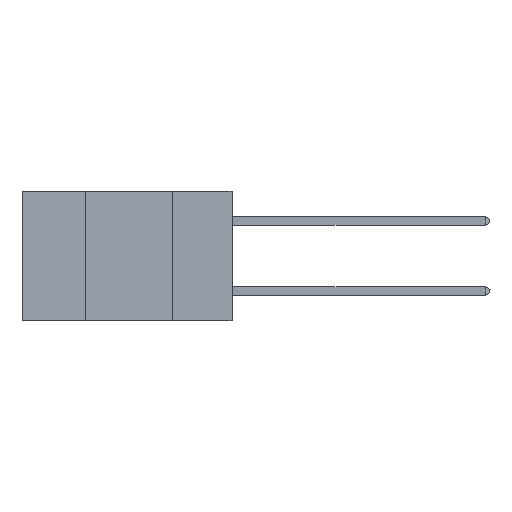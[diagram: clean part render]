
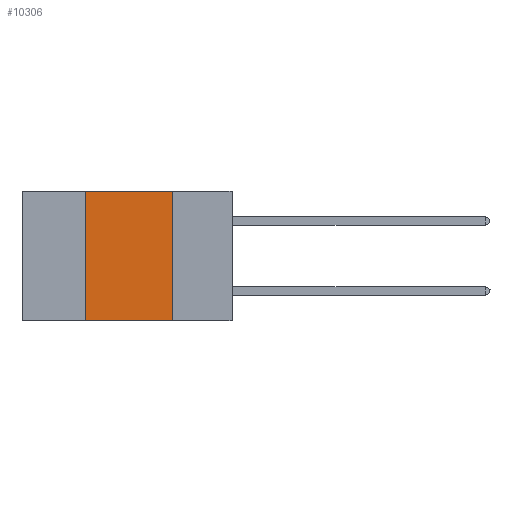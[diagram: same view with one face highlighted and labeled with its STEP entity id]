
A CAD part, left-side view. The second image highlights one B-rep face of the part: STEP entity #10306.
In plain terms, the highlighted planar face has unit normal (-1, 0, 0).
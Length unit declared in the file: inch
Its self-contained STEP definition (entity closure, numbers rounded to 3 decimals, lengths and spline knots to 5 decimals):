
#987 = ORIENTED_EDGE ( 'NONE', *, *, #15261, .F. ) ;
#1180 = EDGE_LOOP ( 'NONE', ( #13894, #987, #9522, #11344 ) ) ;
#1368 = VERTEX_POINT ( 'NONE', #4973 ) ;
#2017 = LINE ( 'NONE', #12423, #9229 ) ;
#2361 = LINE ( 'NONE', #4582, #13406 ) ;
#3426 = PLANE ( 'NONE',  #14230 ) ;
#3977 = VECTOR ( 'NONE', #12795, 39.37008 ) ;
#4582 = CARTESIAN_POINT ( 'NONE',  ( 0., 0.42, 0. ) ) ;
#4642 = DIRECTION ( 'NONE',  ( 0., 0., 1. ) ) ;
#4859 = DIRECTION ( 'NONE',  ( 0., 0., -1. ) ) ;
#4973 = CARTESIAN_POINT ( 'NONE',  ( 0., 0.42, 0. ) ) ;
#5340 = CARTESIAN_POINT ( 'NONE',  ( 0., 0.6, -0.37 ) ) ;
#7762 = EDGE_CURVE ( 'NONE', #13675, #12261, #2017, .T. ) ;
#9229 = VECTOR ( 'NONE', #15278, 39.37008 ) ;
#9522 = ORIENTED_EDGE ( 'NONE', *, *, #16064, .F. ) ;
#10306 = ADVANCED_FACE ( 'NONE', ( #16067 ), #3426, .F. ) ;
#10347 = CARTESIAN_POINT ( 'NONE',  ( 0., 0.42, -0.37 ) ) ;
#11344 = ORIENTED_EDGE ( 'NONE', *, *, #17643, .T. ) ;
#11347 = CARTESIAN_POINT ( 'NONE',  ( 0., 0.6, 0. ) ) ;
#11398 = VERTEX_POINT ( 'NONE', #10347 ) ;
#11635 = LINE ( 'NONE', #11347, #3977 ) ;
#12261 = VERTEX_POINT ( 'NONE', #16436 ) ;
#12423 = CARTESIAN_POINT ( 'NONE',  ( 0., 0.17, 0. ) ) ;
#12795 = DIRECTION ( 'NONE',  ( 0., -1., 0. ) ) ;
#13202 = VECTOR ( 'NONE', #13964, 39.37008 ) ;
#13406 = VECTOR ( 'NONE', #4642, 39.37008 ) ;
#13473 = DIRECTION ( 'NONE',  ( 1., 0., 0. ) ) ;
#13675 = VERTEX_POINT ( 'NONE', #17849 ) ;
#13894 = ORIENTED_EDGE ( 'NONE', *, *, #7762, .F. ) ;
#13964 = DIRECTION ( 'NONE',  ( 0., -1., 0. ) ) ;
#14230 = AXIS2_PLACEMENT_3D ( 'NONE', #17672, #13473, #4859 ) ;
#15261 = EDGE_CURVE ( 'NONE', #1368, #13675, #11635, .T. ) ;
#15278 = DIRECTION ( 'NONE',  ( 0., 0., -1. ) ) ;
#16064 = EDGE_CURVE ( 'NONE', #11398, #1368, #2361, .T. ) ;
#16067 = FACE_OUTER_BOUND ( 'NONE', #1180, .T. ) ;
#16436 = CARTESIAN_POINT ( 'NONE',  ( 0., 0.17, -0.37 ) ) ;
#16963 = LINE ( 'NONE', #5340, #13202 ) ;
#17643 = EDGE_CURVE ( 'NONE', #11398, #12261, #16963, .T. ) ;
#17672 = CARTESIAN_POINT ( 'NONE',  ( 0., 0.6, 0. ) ) ;
#17849 = CARTESIAN_POINT ( 'NONE',  ( 0., 0.17, 0. ) ) ;
